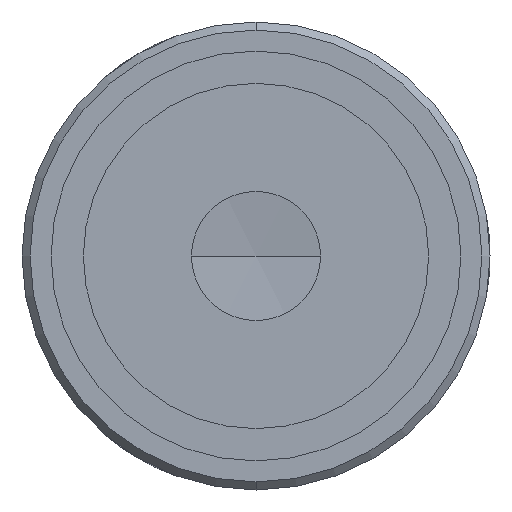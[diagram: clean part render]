
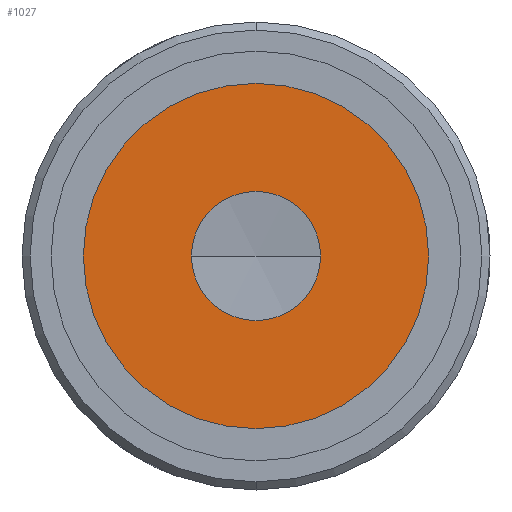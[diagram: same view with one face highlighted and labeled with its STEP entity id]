
A CAD part, front view. The second image highlights one B-rep face of the part: STEP entity #1027.
In plain terms, the highlighted planar face has unit normal (0, -1, 0).
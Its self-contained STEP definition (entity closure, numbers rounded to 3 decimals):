
#80 = PLANE ( 'NONE',  #1766 ) ;
#207 = CARTESIAN_POINT ( 'NONE',  ( 11.5, -89.87, 0. ) ) ;
#288 = CARTESIAN_POINT ( 'NONE',  ( -4., -89.87, 0. ) ) ;
#323 = CIRCLE ( 'NONE', #480, 4. ) ;
#329 = VERTEX_POINT ( 'NONE', #795 ) ;
#338 = CARTESIAN_POINT ( 'NONE',  ( 0., -89.87, 0. ) ) ;
#370 = ORIENTED_EDGE ( 'NONE', *, *, #1459, .F. ) ;
#415 = CARTESIAN_POINT ( 'NONE',  ( 0., -89.87, 0. ) ) ;
#477 = DIRECTION ( 'NONE',  ( 0., 1., 0. ) ) ;
#480 = AXIS2_PLACEMENT_3D ( 'NONE', #338, #1436, #504 ) ;
#504 = DIRECTION ( 'NONE',  ( -1., 0., 0. ) ) ;
#513 = DIRECTION ( 'NONE',  ( 0., 1., 0. ) ) ;
#685 = DIRECTION ( 'NONE',  ( 0., 1., 0. ) ) ;
#758 = EDGE_CURVE ( 'NONE', #1036, #1787, #1378, .T. ) ;
#775 = VERTEX_POINT ( 'NONE', #207 ) ;
#795 = CARTESIAN_POINT ( 'NONE',  ( -11.5, -89.87, 0. ) ) ;
#851 = AXIS2_PLACEMENT_3D ( 'NONE', #415, #477, #1565 ) ;
#856 = EDGE_CURVE ( 'NONE', #329, #775, #1957, .T. ) ;
#860 = CARTESIAN_POINT ( 'NONE',  ( -11.5, -89.87, 0. ) ) ;
#936 = EDGE_LOOP ( 'NONE', ( #1085, #370 ) ) ;
#1027 = ADVANCED_FACE ( 'NONE', ( #1299, #1352 ), #80, .T. ) ;
#1036 = VERTEX_POINT ( 'NONE', #1949 ) ;
#1085 = ORIENTED_EDGE ( 'NONE', *, *, #856, .F. ) ;
#1169 = DIRECTION ( 'NONE',  ( 1., 0., 0. ) ) ;
#1181 = AXIS2_PLACEMENT_3D ( 'NONE', #1607, #685, #1761 ) ;
#1299 = FACE_BOUND ( 'NONE', #1918, .T. ) ;
#1352 = FACE_OUTER_BOUND ( 'NONE', #936, .T. ) ;
#1378 = CIRCLE ( 'NONE', #1181, 4. ) ;
#1425 = ORIENTED_EDGE ( 'NONE', *, *, #2016, .T. ) ;
#1436 = DIRECTION ( 'NONE',  ( 0., 1., 0. ) ) ;
#1449 = CARTESIAN_POINT ( 'NONE',  ( 0., -89.87, 0. ) ) ;
#1459 = EDGE_CURVE ( 'NONE', #775, #329, #2001, .T. ) ;
#1565 = DIRECTION ( 'NONE',  ( -1., 0., 0. ) ) ;
#1605 = DIRECTION ( 'NONE',  ( -1., 0., 0. ) ) ;
#1607 = CARTESIAN_POINT ( 'NONE',  ( 0., -89.87, 0. ) ) ;
#1761 = DIRECTION ( 'NONE',  ( -1., 0., 0. ) ) ;
#1766 = AXIS2_PLACEMENT_3D ( 'NONE', #860, #1783, #1169 ) ;
#1783 = DIRECTION ( 'NONE',  ( 0., -1., 0. ) ) ;
#1787 = VERTEX_POINT ( 'NONE', #288 ) ;
#1918 = EDGE_LOOP ( 'NONE', ( #1425, #1999 ) ) ;
#1949 = CARTESIAN_POINT ( 'NONE',  ( 4., -89.87, 0. ) ) ;
#1957 = CIRCLE ( 'NONE', #2014, 11.5 ) ;
#1999 = ORIENTED_EDGE ( 'NONE', *, *, #758, .T. ) ;
#2001 = CIRCLE ( 'NONE', #851, 11.5 ) ;
#2014 = AXIS2_PLACEMENT_3D ( 'NONE', #1449, #513, #1605 ) ;
#2016 = EDGE_CURVE ( 'NONE', #1787, #1036, #323, .T. ) ;
